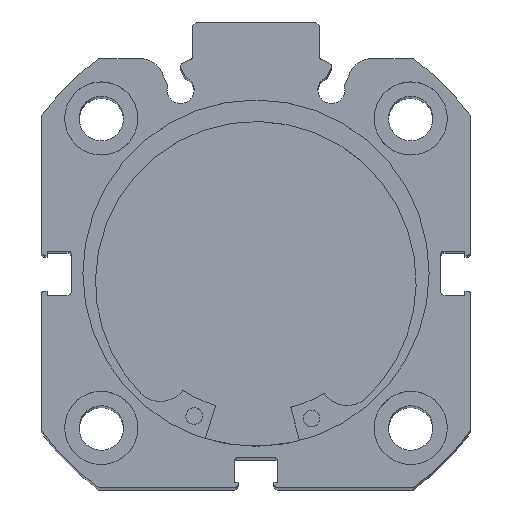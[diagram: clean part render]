
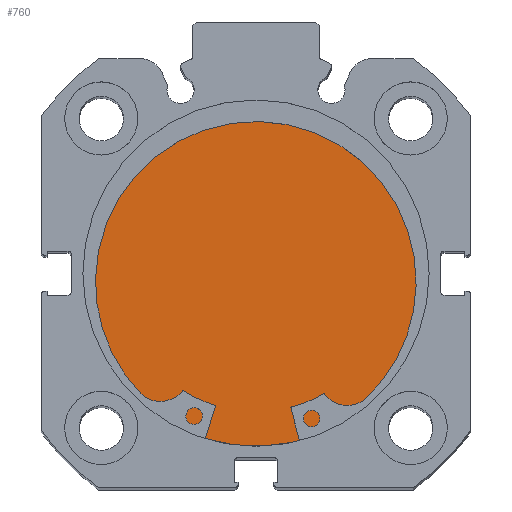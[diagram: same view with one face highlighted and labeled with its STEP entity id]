
A CAD part, top view. The second image highlights one B-rep face of the part: STEP entity #760.
In plain terms, the highlighted face is planar.
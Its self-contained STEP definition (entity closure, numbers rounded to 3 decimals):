
#453 = EDGE_CURVE ( 'NONE', #6305, #6276, #2506, .T. ) ;
#463 = EDGE_CURVE ( 'NONE', #6276, #6305, #2519, .T. ) ;
#721 = AXIS2_PLACEMENT_3D ( 'NONE', #5245, #5246, #5247 ) ;
#728 = AXIS2_PLACEMENT_3D ( 'NONE', #5263, #5271, #5272 ) ;
#760 = ADVANCED_FACE ( 'NONE', ( #2619 ), #5464, .F. ) ;
#1563 = EDGE_LOOP ( 'NONE', ( #1717, #1716 ) ) ;
#1716 = ORIENTED_EDGE ( 'NONE', *, *, #463, .F. ) ;
#1717 = ORIENTED_EDGE ( 'NONE', *, *, #453, .F. ) ;
#2506 = CIRCLE ( 'NONE', #721, 26. ) ;
#2519 = CIRCLE ( 'NONE', #728, 26. ) ;
#2619 = FACE_OUTER_BOUND ( 'NONE', #1563, .T. ) ;
#3182 = AXIS2_PLACEMENT_3D ( 'NONE', #5467, #5476, #5477 ) ;
#5245 = CARTESIAN_POINT ( 'NONE',  ( 9., 0., 0. ) ) ;
#5246 = DIRECTION ( 'NONE',  ( -1., 0., 0. ) ) ;
#5247 = DIRECTION ( 'NONE',  ( 0., 0., 1. ) ) ;
#5263 = CARTESIAN_POINT ( 'NONE',  ( 9., 0., 0. ) ) ;
#5271 = DIRECTION ( 'NONE',  ( -1., 0., 0. ) ) ;
#5272 = DIRECTION ( 'NONE',  ( 0., 0., 1. ) ) ;
#5464 = PLANE ( 'NONE',  #3182 ) ;
#5467 = CARTESIAN_POINT ( 'NONE',  ( 9., 26., 0. ) ) ;
#5476 = DIRECTION ( 'NONE',  ( -1., 0., 0. ) ) ;
#5477 = DIRECTION ( 'NONE',  ( 0., 0., 1. ) ) ;
#5674 = CARTESIAN_POINT ( 'NONE',  ( 9., 0., -26. ) ) ;
#5694 = CARTESIAN_POINT ( 'NONE',  ( 9., 0., 26. ) ) ;
#6276 = VERTEX_POINT ( 'NONE', #5674 ) ;
#6305 = VERTEX_POINT ( 'NONE', #5694 ) ;
